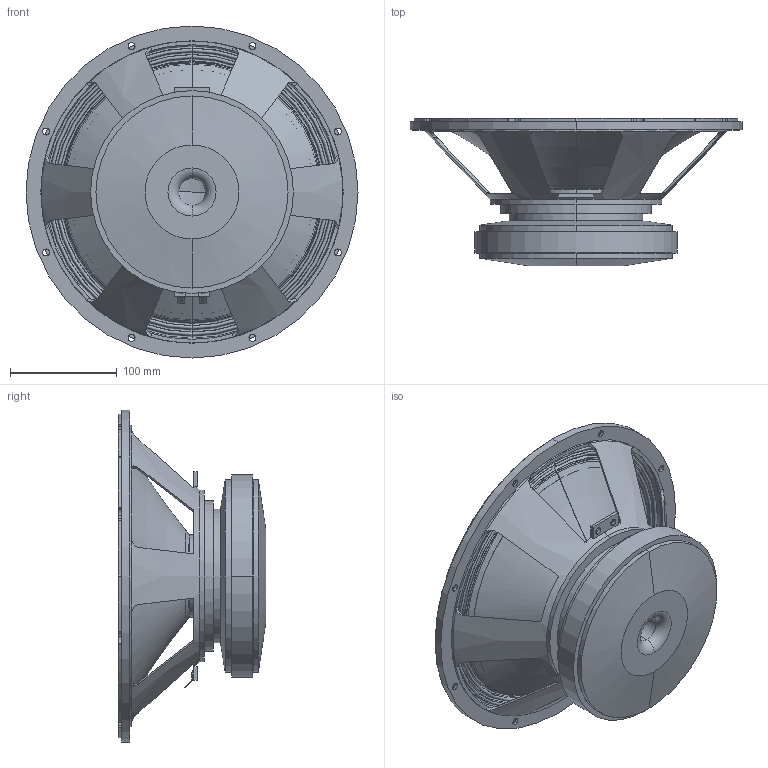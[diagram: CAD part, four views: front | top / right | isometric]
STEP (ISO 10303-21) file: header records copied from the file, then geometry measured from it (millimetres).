
FILE_DESCRIPTION (( 'STEP AP214' ), '1' );
FILE_NAME ('187 3D.STEP', '2023-11-21T08:31:30', ( '' ), ( '' ), 'SwSTEP 2.0', 'SolidWorks 2020', '' );
FILE_SCHEMA (( 'AUTOMOTIVE_DESIGN' ));
Length unit declared in the file: millimetre
Products named in the file (14): Plate; spider; Positive lug_1; 10inch songye Basket; Paper Spacer; T-yoke; Voice coil; Terminal; dust cap; 187 3D; Terminal Board_1; _Magnet; Gasket; Cone Paper
Assembly tree (17 placements, depth 3):
  187 3D
    T-yoke
    _Magnet
    Plate
    Voice coil
    Cone Paper
    10inch songye Basket
    spider
    Paper Spacer
    dust cap
    Gasket  x4
    Terminal
      Terminal Board_1
      Positive lug_1  x2
Bounding box: 311 x 138.2 x 311 mm (x, y, z)
Volume: 1276721.3 mm3; surface area: 632402.9 mm2
Topology: 17 solids, 17 shells, 593 faces, 1477 edges, 930 vertices
Faces by surface type: cylinder 217, plane 190, torus 96, cone 86, sphere 4
Entity records: 18119 total; most frequent: CARTESIAN_POINT 4411, DIRECTION 2716, ORIENTED_EDGE 2420, EDGE_CURVE 1210, AXIS2_PLACEMENT_3D 1115, VERTEX_POINT 752, EDGE_LOOP 614, CIRCLE 598
